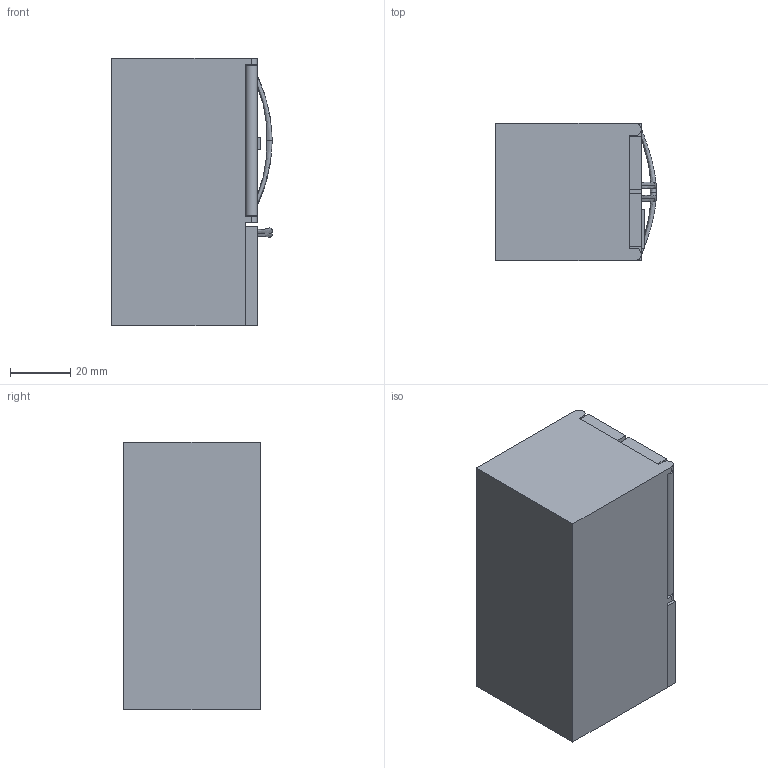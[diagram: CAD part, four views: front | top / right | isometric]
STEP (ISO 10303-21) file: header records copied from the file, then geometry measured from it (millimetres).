
FILE_DESCRIPTION(/* description */ (''),/* implementation_level */ '2;1');
FILE_NAME(/* name */ 'LGFridge Full Asembly v1.step',/* time_stamp */ '2024-07-28T20:03:32-04:00',/* author */ (''),/* organization */ (''),/* preprocessor_version */ 'ST-DEVELOPER v20',/* originating_system */ 'Autodesk Translation Framework v13.14.0.145',/* authorisation */ '');
FILE_SCHEMA (('AUTOMOTIVE_DESIGN { 1 0 10303 214 3 1 1 }'));
Length unit declared in the file: millimetre
Products named in the file (6): LGFridge; Shelf; BottomDrawer; Door1; Door1 (1); InnerShelf
Assembly tree (5 placements, depth 2):
  LGFridge
    Shelf
    BottomDrawer
    Door1
    Door1 (1)
    InnerShelf
Bounding box: 53.29 x 45.41 x 88.58 mm (x, y, z)
Volume: 88161.8 mm3; surface area: 64065.6 mm2
Topology: 5 solids, 5 shells, 142 faces, 360 edges, 238 vertices
Faces by surface type: plane 108, bspline 22, cylinder 12
Full cylindrical faces by diameter (mm): 2 x4, 2.5 x2
Entity records: 6117 total; most frequent: CARTESIAN_POINT 2643, ORIENTED_EDGE 720, DIRECTION 608, EDGE_CURVE 360, LINE 278, VECTOR 278, VERTEX_POINT 238, AXIS2_PLACEMENT_3D 165
